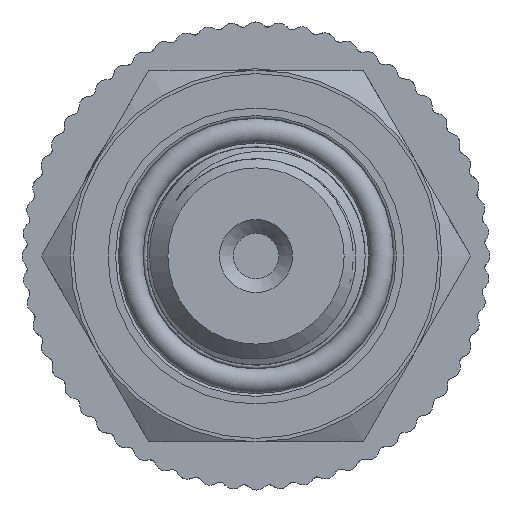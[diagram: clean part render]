
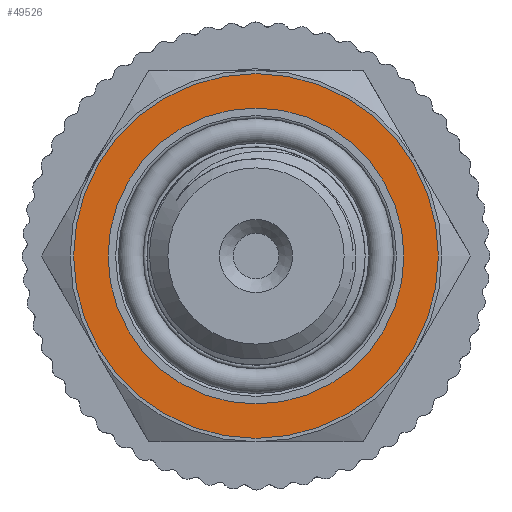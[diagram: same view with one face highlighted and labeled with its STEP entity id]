
A CAD part, left-side view. The second image highlights one B-rep face of the part: STEP entity #49526.
In plain terms, the highlighted planar face has unit normal (-1, 0, 0).
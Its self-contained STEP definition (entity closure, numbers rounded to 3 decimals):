
#176=PLANE('',#52204);
#2986=FACE_BOUND('',#6051,.T.);
#3346=FACE_OUTER_BOUND('',#6050,.T.);
#6050=EDGE_LOOP('',(#34561));
#6051=EDGE_LOOP('',(#34562));
#8532=CIRCLE('',#52150,13.25);
#8564=CIRCLE('',#52203,10.75);
#20296=VERTEX_POINT('',#82860);
#20324=VERTEX_POINT('',#84816);
#25783=EDGE_CURVE('',#20296,#20296,#8532,.T.);
#25832=EDGE_CURVE('',#20324,#20324,#8564,.T.);
#34561=ORIENTED_EDGE('',*,*,#25783,.T.);
#34562=ORIENTED_EDGE('',*,*,#25832,.T.);
#49526=ADVANCED_FACE('',(#3346,#2986),#176,.T.);
#52150=AXIS2_PLACEMENT_3D('',#82862,#56883,#56884);
#52203=AXIS2_PLACEMENT_3D('',#84817,#56998,#56999);
#52204=AXIS2_PLACEMENT_3D('',#84819,#57001,#57002);
#56883=DIRECTION('center_axis',(-1.,0.,0.));
#56884=DIRECTION('ref_axis',(0.,1.,0.));
#56998=DIRECTION('center_axis',(1.,0.,0.));
#56999=DIRECTION('ref_axis',(0.,0.,-1.));
#57001=DIRECTION('center_axis',(-1.,0.,0.));
#57002=DIRECTION('ref_axis',(0.,0.,1.));
#82860=CARTESIAN_POINT('',(-48.,-13.25,0.));
#82862=CARTESIAN_POINT('Origin',(-48.,0.,0.));
#84816=CARTESIAN_POINT('',(-48.,-10.75,0.));
#84817=CARTESIAN_POINT('Origin',(-48.,0.,0.));
#84819=CARTESIAN_POINT('Origin',(-48.,13.5,0.));
